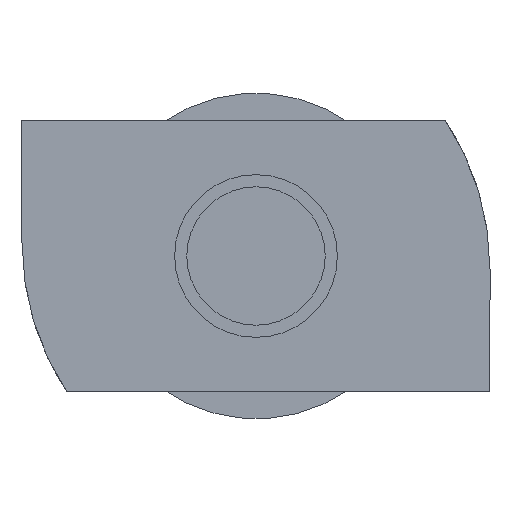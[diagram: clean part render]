
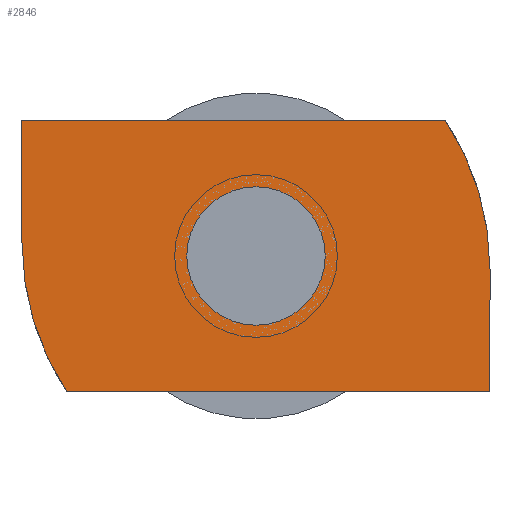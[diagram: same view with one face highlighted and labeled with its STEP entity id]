
A CAD part, front view. The second image highlights one B-rep face of the part: STEP entity #2846.
In plain terms, the highlighted planar face has unit normal (0, -1, 0).
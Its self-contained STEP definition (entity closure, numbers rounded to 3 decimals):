
#19 = CARTESIAN_POINT ( 'NONE',  ( -2.75, 0., -1. ) ) ;
#24 = EDGE_CURVE ( 'NONE', #1183, #1283, #469, .T. ) ;
#29 = DIRECTION ( 'NONE',  ( 0., -1., 0. ) ) ;
#75 = VERTEX_POINT ( 'NONE', #1336 ) ;
#95 = LINE ( 'NONE', #286, #2209 ) ;
#129 = VERTEX_POINT ( 'NONE', #2021 ) ;
#170 = ORIENTED_EDGE ( 'NONE', *, *, #910, .F. ) ;
#181 = CARTESIAN_POINT ( 'NONE',  ( 0., 0., 0. ) ) ;
#200 = ORIENTED_EDGE ( 'NONE', *, *, #3033, .F. ) ;
#204 = CIRCLE ( 'NONE', #819, 20. ) ;
#226 = DIRECTION ( 'NONE',  ( 1., 0., 0. ) ) ;
#234 = DIRECTION ( 'NONE',  ( 0., 0., 1. ) ) ;
#248 = DIRECTION ( 'NONE',  ( 0., 0., -1. ) ) ;
#259 = VERTEX_POINT ( 'NONE', #2831 ) ;
#268 = FACE_BOUND ( 'NONE', #2515, .T. ) ;
#286 = CARTESIAN_POINT ( 'NONE',  ( -13.953, 0., -10. ) ) ;
#335 = EDGE_CURVE ( 'NONE', #1738, #1183, #1686, .T. ) ;
#441 = VECTOR ( 'NONE', #1419, 1000. ) ;
#469 = LINE ( 'NONE', #1423, #1221 ) ;
#586 = VERTEX_POINT ( 'NONE', #1988 ) ;
#591 = ORIENTED_EDGE ( 'NONE', *, *, #2298, .F. ) ;
#819 = AXIS2_PLACEMENT_3D ( 'NONE', #19, #1504, #2688 ) ;
#823 = CARTESIAN_POINT ( 'NONE',  ( 17.25, 0., -1. ) ) ;
#831 = EDGE_CURVE ( 'NONE', #1347, #259, #1702, .T. ) ;
#910 = EDGE_CURVE ( 'NONE', #129, #75, #95, .T. ) ;
#1096 = EDGE_CURVE ( 'NONE', #259, #1347, #1111, .T. ) ;
#1111 = CIRCLE ( 'NONE', #2851, 5.1 ) ;
#1121 = AXIS2_PLACEMENT_3D ( 'NONE', #2410, #29, #248 ) ;
#1162 = ORIENTED_EDGE ( 'NONE', *, *, #24, .F. ) ;
#1183 = VERTEX_POINT ( 'NONE', #2508 ) ;
#1206 = EDGE_CURVE ( 'NONE', #75, #1738, #2145, .T. ) ;
#1221 = VECTOR ( 'NONE', #226, 1000. ) ;
#1283 = VERTEX_POINT ( 'NONE', #2363 ) ;
#1336 = CARTESIAN_POINT ( 'NONE',  ( -13.953, 0., -10. ) ) ;
#1347 = VERTEX_POINT ( 'NONE', #2065 ) ;
#1419 = DIRECTION ( 'NONE',  ( 0., 0., 1. ) ) ;
#1423 = CARTESIAN_POINT ( 'NONE',  ( -17.25, 0., 10. ) ) ;
#1444 = FACE_OUTER_BOUND ( 'NONE', #2708, .T. ) ;
#1490 = DIRECTION ( 'NONE',  ( 0., 0., -1. ) ) ;
#1496 = PLANE ( 'NONE',  #1121 ) ;
#1504 = DIRECTION ( 'NONE',  ( 0., 1., 0. ) ) ;
#1508 = ORIENTED_EDGE ( 'NONE', *, *, #1096, .T. ) ;
#1647 = AXIS2_PLACEMENT_3D ( 'NONE', #1884, #2379, #234 ) ;
#1677 = DIRECTION ( 'NONE',  ( 0., 0., 1. ) ) ;
#1686 = LINE ( 'NONE', #2898, #441 ) ;
#1702 = CIRCLE ( 'NONE', #1647, 5.1 ) ;
#1713 = VECTOR ( 'NONE', #1996, 1000. ) ;
#1733 = DIRECTION ( 'NONE',  ( -1., 0., 0. ) ) ;
#1738 = VERTEX_POINT ( 'NONE', #2768 ) ;
#1763 = LINE ( 'NONE', #823, #1713 ) ;
#1796 = ORIENTED_EDGE ( 'NONE', *, *, #1206, .F. ) ;
#1884 = CARTESIAN_POINT ( 'NONE',  ( 0., 0., 0. ) ) ;
#1988 = CARTESIAN_POINT ( 'NONE',  ( 17.25, 0., -1. ) ) ;
#1996 = DIRECTION ( 'NONE',  ( 0., 0., -1. ) ) ;
#2021 = CARTESIAN_POINT ( 'NONE',  ( 17.25, 0., -10. ) ) ;
#2065 = CARTESIAN_POINT ( 'NONE',  ( 0., 0., -5.1 ) ) ;
#2127 = DIRECTION ( 'NONE',  ( 0., 1., 0. ) ) ;
#2145 = CIRCLE ( 'NONE', #2207, 20. ) ;
#2207 = AXIS2_PLACEMENT_3D ( 'NONE', #2988, #2749, #1490 ) ;
#2209 = VECTOR ( 'NONE', #1733, 1000. ) ;
#2275 = ORIENTED_EDGE ( 'NONE', *, *, #831, .T. ) ;
#2298 = EDGE_CURVE ( 'NONE', #1283, #586, #204, .T. ) ;
#2363 = CARTESIAN_POINT ( 'NONE',  ( 13.953, 0., 10. ) ) ;
#2379 = DIRECTION ( 'NONE',  ( 0., 1., 0. ) ) ;
#2410 = CARTESIAN_POINT ( 'NONE',  ( 2.75, 0., 1. ) ) ;
#2508 = CARTESIAN_POINT ( 'NONE',  ( -17.25, 0., 10. ) ) ;
#2515 = EDGE_LOOP ( 'NONE', ( #1508, #2275 ) ) ;
#2568 = ORIENTED_EDGE ( 'NONE', *, *, #335, .F. ) ;
#2688 = DIRECTION ( 'NONE',  ( 0., 0., -1. ) ) ;
#2708 = EDGE_LOOP ( 'NONE', ( #200, #591, #1162, #2568, #1796, #170 ) ) ;
#2749 = DIRECTION ( 'NONE',  ( 0., 1., 0. ) ) ;
#2768 = CARTESIAN_POINT ( 'NONE',  ( -17.25, 0., 1. ) ) ;
#2831 = CARTESIAN_POINT ( 'NONE',  ( 0., 0., 5.1 ) ) ;
#2846 = ADVANCED_FACE ( 'NONE', ( #268, #1444 ), #1496, .T. ) ;
#2851 = AXIS2_PLACEMENT_3D ( 'NONE', #181, #2127, #1677 ) ;
#2898 = CARTESIAN_POINT ( 'NONE',  ( -17.25, 0., 10. ) ) ;
#2988 = CARTESIAN_POINT ( 'NONE',  ( 2.75, 0., 1. ) ) ;
#3033 = EDGE_CURVE ( 'NONE', #586, #129, #1763, .T. ) ;
